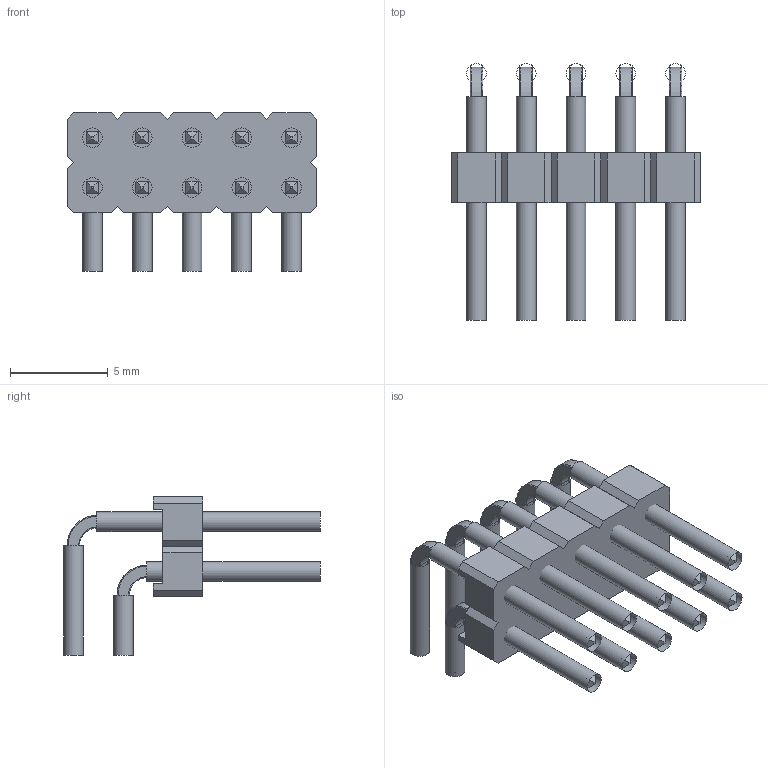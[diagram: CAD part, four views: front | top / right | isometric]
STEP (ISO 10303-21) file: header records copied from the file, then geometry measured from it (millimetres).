
FILE_DESCRIPTION(/* description */ ('-'),/* implementation_level */ '2;1');
FILE_NAME(/* name */ 'Stiftleiste, RM 2,54 mm - 6-3 mm, gewinkelt 90° stehend - 2 x 5 - schwarz',/* time_stamp */ '2022-04-29T18:27:25+02:00',/* author */ ('c.wilms'),/* organization */ ('-'),/* preprocessor_version */ 'ST-DEVELOPER v16.7',/* originating_system */ 'Solid Edge',/* authorisation */ 'Unknown');
FILE_SCHEMA (('AUTOMOTIVE_DESIGN {1 0 10303 214 3 1 1}'));
Length unit declared in the file: millimetre
Products named in the file (4): Stiftleiste, RM 2,54 mm - 6-3 mm, gewinkelt 90° stehend - 2 x 5 - sch
warz; Stiftleiste, RM 2,54 mm - Träger - 2 x 5 - schwarz; Stiftleiste, RM 2,54 mm - Stift, Reihe 1 -  6-3 mm, gewinkelt 90° ste
hend; Stiftleiste, RM 2,54 mm - Stift, Reihe 2 -  6-3 mm, gewinkelt 90° ste
hend
Assembly tree (11 placements, depth 2):
  Stiftleiste, RM 2,54 mm - 6-3 mm, gewinkelt 90° stehend - 2 x 5 - sch
warz
    Stiftleiste, RM 2,54 mm - Träger - 2 x 5 - schwarz
    Stiftleiste, RM 2,54 mm - Stift, Reihe 1 -  6-3 mm, gewinkelt 90° ste
hend  x5
    Stiftleiste, RM 2,54 mm - Stift, Reihe 2 -  6-3 mm, gewinkelt 90° ste
hend  x5
Bounding box: 12.7 x 13.1 x 8.08 mm (x, y, z)
Volume: 193.9 mm3; surface area: 1131 mm2
Topology: 11 solids, 31 shells, 444 faces, 1186 edges, 764 vertices
Faces by surface type: plane 244, cylinder 160, torus 40
Full cylindrical faces by diameter (mm): 1 x20
Entity records: 6297 total; most frequent: DIRECTION 1078, CARTESIAN_POINT 1074, ORIENTED_EDGE 1044, EDGE_CURVE 526, LINE 374, VECTOR 374, AXIS2_PLACEMENT_3D 352, VERTEX_POINT 348
